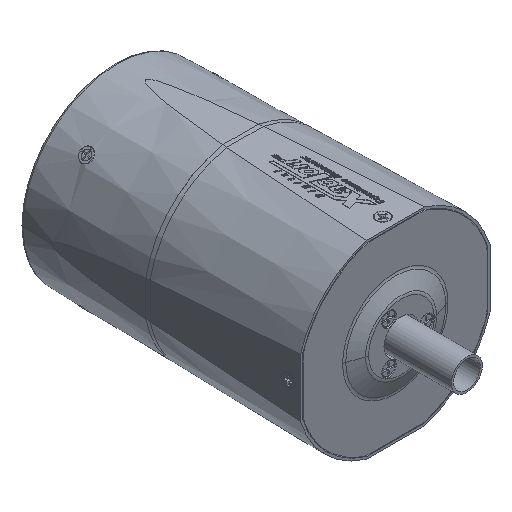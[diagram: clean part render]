
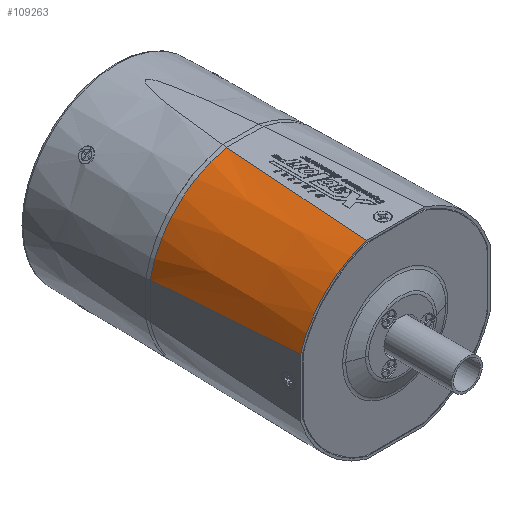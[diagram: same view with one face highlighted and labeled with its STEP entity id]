
A CAD part, isometric view. The second image highlights one B-rep face of the part: STEP entity #109263.
In plain terms, the highlighted conical face has half-angle 1 degrees and reference radius 40.492 mm.
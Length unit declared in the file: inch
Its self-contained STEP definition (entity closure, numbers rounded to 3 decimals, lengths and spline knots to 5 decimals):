
#2499 = CARTESIAN_POINT ( 'NONE',  ( -1.52415, 3.10375, 0.32804 ) ) ;
#10552 = CARTESIAN_POINT ( 'NONE',  ( -0.41755, 1.89517, 1.52415 ) ) ;
#12054 = CARTESIAN_POINT ( 'NONE',  ( -0.31107, 3.30498, 1.52415 ) ) ;
#19184 = AXIS2_PLACEMENT_3D ( 'NONE', #88577, #54594, #76492 ) ;
#19567 = DIRECTION ( 'NONE',  ( -1., 0., 0. ) ) ;
#22619 = CARTESIAN_POINT ( 'NONE',  ( -0.44318, 1.49189, 1.52415 ) ) ;
#23213 = B_SPLINE_CURVE_WITH_KNOTS ( 'NONE', 3,
 ( #101855, #22619, #10552, #92048, #104078, #113915, #12054, #58084 ),
 .UNSPECIFIED., .F., .F.,
 ( 4, 2, 2, 4 ),
 ( 0.06502, 0.09581, 0.1112, 0.1266 ),
 .UNSPECIFIED. ) ;
#25876 = CARTESIAN_POINT ( 'NONE',  ( -1.52415, 1.49189, 0.44318 ) ) ;
#32629 = DIRECTION ( 'NONE',  ( 0., 1., 0. ) ) ;
#41271 = VERTEX_POINT ( 'NONE', #103170 ) ;
#44017 = VERTEX_POINT ( 'NONE', #126097 ) ;
#44193 = CIRCLE ( 'NONE', #89959, 1.59415 ) ;
#44482 = CARTESIAN_POINT ( 'NONE',  ( 0., 1.08855, 0. ) ) ;
#45176 = ORIENTED_EDGE ( 'NONE', *, *, #122549, .F. ) ;
#45571 = VERTEX_POINT ( 'NONE', #54147 ) ;
#48530 = CARTESIAN_POINT ( 'NONE',  ( -1.52415, 2.70109, 0.35997 ) ) ;
#51529 = VERTEX_POINT ( 'NONE', #93194 ) ;
#51911 = EDGE_CURVE ( 'NONE', #51529, #44017, #44193, .T. ) ;
#54143 = CIRCLE ( 'NONE', #73384, 1.55196 ) ;
#54147 = CARTESIAN_POINT ( 'NONE',  ( -0.29244, 3.50605, 1.52415 ) ) ;
#54594 = DIRECTION ( 'NONE',  ( 0., -1., 0. ) ) ;
#57281 = DIRECTION ( 'NONE',  ( 0., -1., 0. ) ) ;
#57646 = EDGE_CURVE ( 'NONE', #41271, #44017, #59528, .T. ) ;
#58084 = CARTESIAN_POINT ( 'NONE',  ( -0.29244, 3.50605, 1.52415 ) ) ;
#59528 = B_SPLINE_CURVE_WITH_KNOTS ( 'NONE', 3,
 ( #94516, #71137, #2499, #48530, #83223, #129244, #25876, #71892 ),
 .UNSPECIFIED., .F., .F.,
 ( 4, 2, 2, 4 ),
 ( 0.37803, 0.39328, 0.40852, 0.439 ),
 .UNSPECIFIED. ) ;
#71137 = CARTESIAN_POINT ( 'NONE',  ( -1.52415, 3.30498, 0.31107 ) ) ;
#71892 = CARTESIAN_POINT ( 'NONE',  ( -1.52415, 1.08855, 0.46721 ) ) ;
#73384 = AXIS2_PLACEMENT_3D ( 'NONE', #125406, #32629, #78667 ) ;
#73866 = ORIENTED_EDGE ( 'NONE', *, *, #57646, .T. ) ;
#76492 = DIRECTION ( 'NONE',  ( -1., 0., 0. ) ) ;
#78667 = DIRECTION ( 'NONE',  ( -1., 0., 0. ) ) ;
#83223 = CARTESIAN_POINT ( 'NONE',  ( -1.52415, 2.49966, 0.3749 ) ) ;
#88577 = CARTESIAN_POINT ( 'NONE',  ( 0., 1.08855, 0. ) ) ;
#89959 = AXIS2_PLACEMENT_3D ( 'NONE', #44482, #57281, #19567 ) ;
#92048 = CARTESIAN_POINT ( 'NONE',  ( -0.3749, 2.49966, 1.52415 ) ) ;
#93194 = CARTESIAN_POINT ( 'NONE',  ( -0.46721, 1.08855, 1.52415 ) ) ;
#93866 = EDGE_CURVE ( 'NONE', #51529, #45571, #23213, .T. ) ;
#94516 = CARTESIAN_POINT ( 'NONE',  ( -1.52415, 3.50605, 0.29244 ) ) ;
#101855 = CARTESIAN_POINT ( 'NONE',  ( -0.46721, 1.08855, 1.52415 ) ) ;
#103170 = CARTESIAN_POINT ( 'NONE',  ( -1.52415, 3.50605, 0.29244 ) ) ;
#104078 = CARTESIAN_POINT ( 'NONE',  ( -0.35997, 2.70109, 1.52415 ) ) ;
#109263 = ADVANCED_FACE ( 'NONE', ( #146676 ), #120257, .T. ) ;
#113915 = CARTESIAN_POINT ( 'NONE',  ( -0.32804, 3.10375, 1.52415 ) ) ;
#115226 = ORIENTED_EDGE ( 'NONE', *, *, #51911, .F. ) ;
#119053 = ORIENTED_EDGE ( 'NONE', *, *, #93866, .T. ) ;
#120257 = CONICAL_SURFACE ( 'NONE', #19184, 1.59415, 0.017 ) ;
#122549 = EDGE_CURVE ( 'NONE', #41271, #45571, #54143, .T. ) ;
#122764 = EDGE_LOOP ( 'NONE', ( #45176, #73866, #115226, #119053 ) ) ;
#125406 = CARTESIAN_POINT ( 'NONE',  ( 0., 3.50605, 0. ) ) ;
#126097 = CARTESIAN_POINT ( 'NONE',  ( -1.52415, 1.08855, 0.46721 ) ) ;
#129244 = CARTESIAN_POINT ( 'NONE',  ( -1.52415, 1.89517, 0.41755 ) ) ;
#146676 = FACE_OUTER_BOUND ( 'NONE', #122764, .T. ) ;
